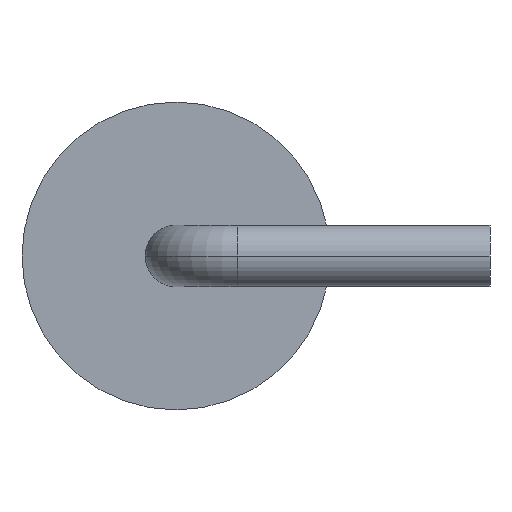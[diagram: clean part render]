
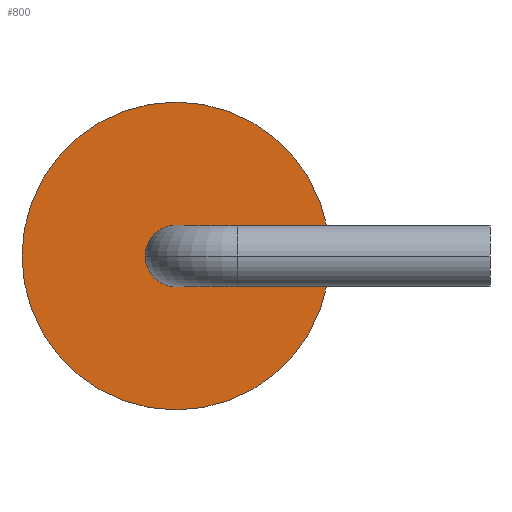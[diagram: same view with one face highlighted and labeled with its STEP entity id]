
A CAD part, left-side view. The second image highlights one B-rep face of the part: STEP entity #800.
In plain terms, the highlighted planar face has unit normal (-1, 0, 0).
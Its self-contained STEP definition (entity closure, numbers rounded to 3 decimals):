
#6 = EDGE_CURVE ( 'NONE', #76, #699, #22, .T. ) ;
#22 = CIRCLE ( 'NONE', #377, 2.5 ) ;
#42 = DIRECTION ( 'NONE',  ( 0., 0., -1. ) ) ;
#53 = CARTESIAN_POINT ( 'NONE',  ( -4.5, 0., 0. ) ) ;
#73 = ORIENTED_EDGE ( 'NONE', *, *, #685, .F. ) ;
#76 = VERTEX_POINT ( 'NONE', #87 ) ;
#77 = EDGE_CURVE ( 'NONE', #687, #190, #330, .T. ) ;
#87 = CARTESIAN_POINT ( 'NONE',  ( -4.5, 0., -2.5 ) ) ;
#167 = DIRECTION ( 'NONE',  ( 1., 0., 0. ) ) ;
#190 = VERTEX_POINT ( 'NONE', #275 ) ;
#221 = PLANE ( 'NONE',  #442 ) ;
#247 = DIRECTION ( 'NONE',  ( 0., 0., -1. ) ) ;
#264 = AXIS2_PLACEMENT_3D ( 'NONE', #53, #167, #558 ) ;
#267 = CARTESIAN_POINT ( 'NONE',  ( -4.5, 0., 2.5 ) ) ;
#275 = CARTESIAN_POINT ( 'NONE',  ( -4.5, 0., -0.5 ) ) ;
#286 = CARTESIAN_POINT ( 'NONE',  ( -4.5, 0., 0.5 ) ) ;
#330 = CIRCLE ( 'NONE', #645, 0.5 ) ;
#332 = CARTESIAN_POINT ( 'NONE',  ( -4.5, 0., 0. ) ) ;
#335 = ORIENTED_EDGE ( 'NONE', *, *, #6, .F. ) ;
#377 = AXIS2_PLACEMENT_3D ( 'NONE', #700, #756, #247 ) ;
#381 = FACE_OUTER_BOUND ( 'NONE', #524, .T. ) ;
#383 = EDGE_LOOP ( 'NONE', ( #672, #73 ) ) ;
#390 = CIRCLE ( 'NONE', #428, 0.5 ) ;
#406 = DIRECTION ( 'NONE',  ( -1., 0., 0. ) ) ;
#407 = FACE_BOUND ( 'NONE', #383, .T. ) ;
#419 = CARTESIAN_POINT ( 'NONE',  ( -4.5, 0., 0. ) ) ;
#428 = AXIS2_PLACEMENT_3D ( 'NONE', #332, #601, #464 ) ;
#442 = AXIS2_PLACEMENT_3D ( 'NONE', #419, #473, #42 ) ;
#464 = DIRECTION ( 'NONE',  ( 0., 0., -1. ) ) ;
#466 = DIRECTION ( 'NONE',  ( 0., 0., -1. ) ) ;
#473 = DIRECTION ( 'NONE',  ( 1., 0., 0. ) ) ;
#505 = EDGE_CURVE ( 'NONE', #699, #76, #509, .T. ) ;
#509 = CIRCLE ( 'NONE', #264, 2.5 ) ;
#524 = EDGE_LOOP ( 'NONE', ( #335, #711 ) ) ;
#558 = DIRECTION ( 'NONE',  ( 0., 0., -1. ) ) ;
#601 = DIRECTION ( 'NONE',  ( -1., 0., 0. ) ) ;
#645 = AXIS2_PLACEMENT_3D ( 'NONE', #657, #406, #466 ) ;
#657 = CARTESIAN_POINT ( 'NONE',  ( -4.5, 0., 0. ) ) ;
#672 = ORIENTED_EDGE ( 'NONE', *, *, #77, .F. ) ;
#685 = EDGE_CURVE ( 'NONE', #190, #687, #390, .T. ) ;
#687 = VERTEX_POINT ( 'NONE', #286 ) ;
#699 = VERTEX_POINT ( 'NONE', #267 ) ;
#700 = CARTESIAN_POINT ( 'NONE',  ( -4.5, 0., 0. ) ) ;
#711 = ORIENTED_EDGE ( 'NONE', *, *, #505, .F. ) ;
#756 = DIRECTION ( 'NONE',  ( 1., 0., 0. ) ) ;
#800 = ADVANCED_FACE ( 'NONE', ( #407, #381 ), #221, .F. ) ;
